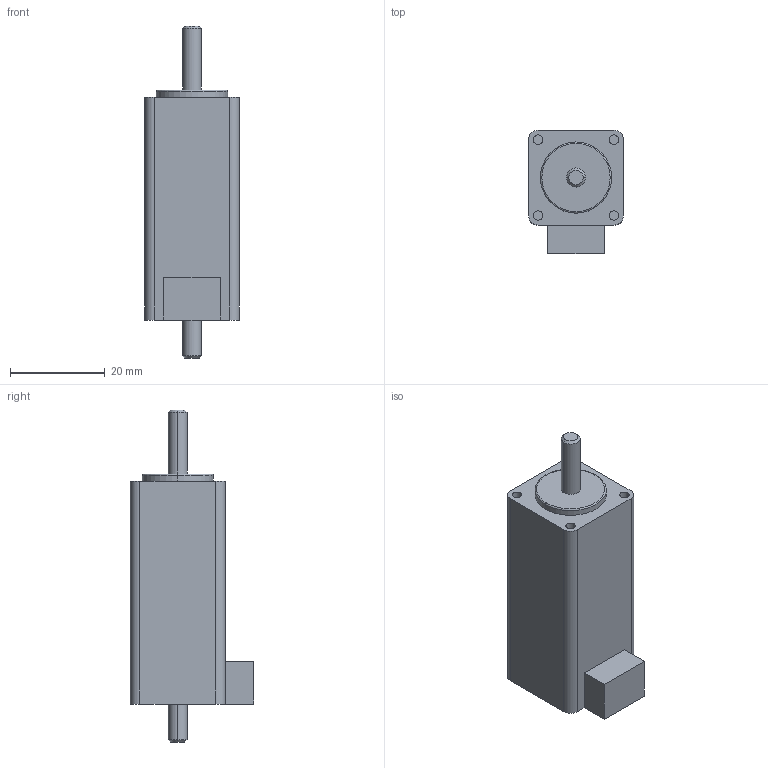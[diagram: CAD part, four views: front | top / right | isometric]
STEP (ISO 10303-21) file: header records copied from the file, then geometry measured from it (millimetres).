
FILE_DESCRIPTION (( 'STEP AP214' ), '1' );
FILE_NAME ('AM8HY4043-02N.STEP', '2016-06-15T03:13:10', ( 'jrww' ), ( 'jrww' ), 'SwSTEP 2.0', 'SolidWorks 2011', '' );
FILE_SCHEMA (( 'AUTOMOTIVE_DESIGN' ));
Length unit declared in the file: millimetre
Products named in the file (1): AM8HY4043-02N
Bounding box: 20 x 26 x 70 mm (x, y, z)
Volume: 19786.7 mm3; surface area: 5033.3 mm2
Topology: 1 solids, 1 shells, 41 faces, 90 edges, 58 vertices
Faces by surface type: cylinder 18, plane 17, cone 4, torus 2
Entity records: 1174 total; most frequent: DIRECTION 218, CARTESIAN_POINT 190, ORIENTED_EDGE 180, EDGE_CURVE 90, AXIS2_PLACEMENT_3D 86, VERTEX_POINT 58, EDGE_LOOP 48, VECTOR 46
